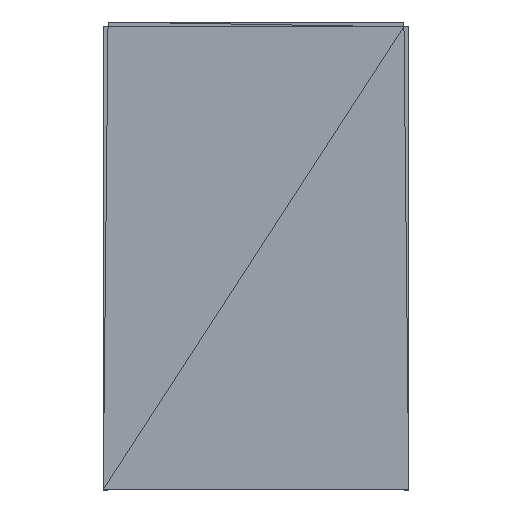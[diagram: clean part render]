
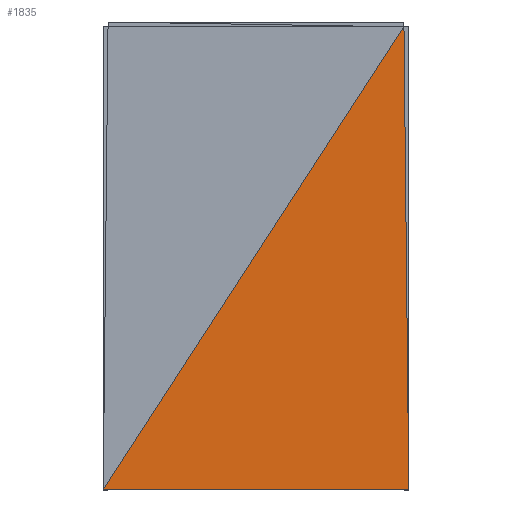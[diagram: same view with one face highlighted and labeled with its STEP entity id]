
A CAD part, top view. The second image highlights one B-rep face of the part: STEP entity #1835.
In plain terms, the highlighted planar face has unit normal (0, 0, 1).
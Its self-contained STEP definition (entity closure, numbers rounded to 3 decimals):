
#446 = VERTEX_POINT('',#447);
#447 = CARTESIAN_POINT('',(-0.403,19.398,1.5));
#546 = PLANE('',#547);
#547 = AXIS2_PLACEMENT_3D('',#548,#549,#550);
#548 = CARTESIAN_POINT('',(-8.868,11.888,1.5));
#549 = DIRECTION('',(0.,0.,1.));
#550 = DIRECTION('',(1.,0.,-0.));
#563 = VERTEX_POINT('',#564);
#564 = CARTESIAN_POINT('',(-13.,0.,1.5));
#590 = EDGE_CURVE('',#563,#446,#591,.T.);
#591 = SURFACE_CURVE('',#592,(#596,#603),.PCURVE_S1.);
#592 = LINE('',#593,#594);
#593 = CARTESIAN_POINT('',(-13.,0.,1.5));
#594 = VECTOR('',#595,1.);
#595 = DIRECTION('',(0.545,0.839,0.));
#596 = PCURVE('',#546,#597);
#597 = DEFINITIONAL_REPRESENTATION('',(#598),#602);
#598 = LINE('',#599,#600);
#599 = CARTESIAN_POINT('',(-4.132,-11.888));
#600 = VECTOR('',#601,1.);
#601 = DIRECTION('',(0.545,0.839));
#602 = ( GEOMETRIC_REPRESENTATION_CONTEXT(2) 
PARAMETRIC_REPRESENTATION_CONTEXT() REPRESENTATION_CONTEXT('2D SPACE',''
  ) );
#603 = PCURVE('',#604,#609);
#604 = PLANE('',#605);
#605 = AXIS2_PLACEMENT_3D('',#606,#607,#608);
#606 = CARTESIAN_POINT('',(-4.434,7.455,1.5));
#607 = DIRECTION('',(0.,0.,1.));
#608 = DIRECTION('',(1.,0.,0.));
#609 = DEFINITIONAL_REPRESENTATION('',(#610),#614);
#610 = LINE('',#611,#612);
#611 = CARTESIAN_POINT('',(-8.566,-7.455));
#612 = VECTOR('',#613,1.);
#613 = DIRECTION('',(0.545,0.839));
#614 = ( GEOMETRIC_REPRESENTATION_CONTEXT(2) 
PARAMETRIC_REPRESENTATION_CONTEXT() REPRESENTATION_CONTEXT('2D SPACE',''
  ) );
#622 = VERTEX_POINT('',#623);
#623 = CARTESIAN_POINT('',(-0.2,0.,1.5));
#727 = PLANE('',#728);
#728 = AXIS2_PLACEMENT_3D('',#729,#730,#731);
#729 = CARTESIAN_POINT('',(-0.251,9.749,1.5));
#730 = DIRECTION('',(0.,0.,1.));
#731 = DIRECTION('',(1.,0.,0.));
#1141 = PLANE('',#1142);
#1142 = AXIS2_PLACEMENT_3D('',#1143,#1144,#1145);
#1143 = CARTESIAN_POINT('',(-6.58,0.,1.451));
#1144 = DIRECTION('',(-0.,-1.,-0.));
#1145 = DIRECTION('',(0.,0.,-1.));
#1687 = EDGE_CURVE('',#622,#563,#1688,.T.);
#1688 = SURFACE_CURVE('',#1689,(#1693,#1700),.PCURVE_S1.);
#1689 = LINE('',#1690,#1691);
#1690 = CARTESIAN_POINT('',(-0.2,0.,1.5));
#1691 = VECTOR('',#1692,1.);
#1692 = DIRECTION('',(-1.,0.,0.));
#1693 = PCURVE('',#1141,#1694);
#1694 = DEFINITIONAL_REPRESENTATION('',(#1695),#1699);
#1695 = LINE('',#1696,#1697);
#1696 = CARTESIAN_POINT('',(-0.049,6.38));
#1697 = VECTOR('',#1698,1.);
#1698 = DIRECTION('',(0.,-1.));
#1699 = ( GEOMETRIC_REPRESENTATION_CONTEXT(2) 
PARAMETRIC_REPRESENTATION_CONTEXT() REPRESENTATION_CONTEXT('2D SPACE',''
  ) );
#1700 = PCURVE('',#604,#1701);
#1701 = DEFINITIONAL_REPRESENTATION('',(#1702),#1706);
#1702 = LINE('',#1703,#1704);
#1703 = CARTESIAN_POINT('',(4.234,-7.455));
#1704 = VECTOR('',#1705,1.);
#1705 = DIRECTION('',(-1.,0.));
#1706 = ( GEOMETRIC_REPRESENTATION_CONTEXT(2) 
PARAMETRIC_REPRESENTATION_CONTEXT() REPRESENTATION_CONTEXT('2D SPACE',''
  ) );
#1835 = ADVANCED_FACE('',(#1836),#604,.T.);
#1836 = FACE_BOUND('',#1837,.T.);
#1837 = EDGE_LOOP('',(#1838,#1839,#1860));
#1838 = ORIENTED_EDGE('',*,*,#1687,.F.);
#1839 = ORIENTED_EDGE('',*,*,#1840,.T.);
#1840 = EDGE_CURVE('',#622,#446,#1841,.T.);
#1841 = SURFACE_CURVE('',#1842,(#1846,#1853),.PCURVE_S1.);
#1842 = LINE('',#1843,#1844);
#1843 = CARTESIAN_POINT('',(-0.2,0.,1.5));
#1844 = VECTOR('',#1845,1.);
#1845 = DIRECTION('',(-0.01,1.,0.));
#1846 = PCURVE('',#604,#1847);
#1847 = DEFINITIONAL_REPRESENTATION('',(#1848),#1852);
#1848 = LINE('',#1849,#1850);
#1849 = CARTESIAN_POINT('',(4.234,-7.455));
#1850 = VECTOR('',#1851,1.);
#1851 = DIRECTION('',(-0.01,1.));
#1852 = ( GEOMETRIC_REPRESENTATION_CONTEXT(2) 
PARAMETRIC_REPRESENTATION_CONTEXT() REPRESENTATION_CONTEXT('2D SPACE',''
  ) );
#1853 = PCURVE('',#727,#1854);
#1854 = DEFINITIONAL_REPRESENTATION('',(#1855),#1859);
#1855 = LINE('',#1856,#1857);
#1856 = CARTESIAN_POINT('',(0.051,-9.749));
#1857 = VECTOR('',#1858,1.);
#1858 = DIRECTION('',(-0.01,1.));
#1859 = ( GEOMETRIC_REPRESENTATION_CONTEXT(2) 
PARAMETRIC_REPRESENTATION_CONTEXT() REPRESENTATION_CONTEXT('2D SPACE',''
  ) );
#1860 = ORIENTED_EDGE('',*,*,#590,.F.);
